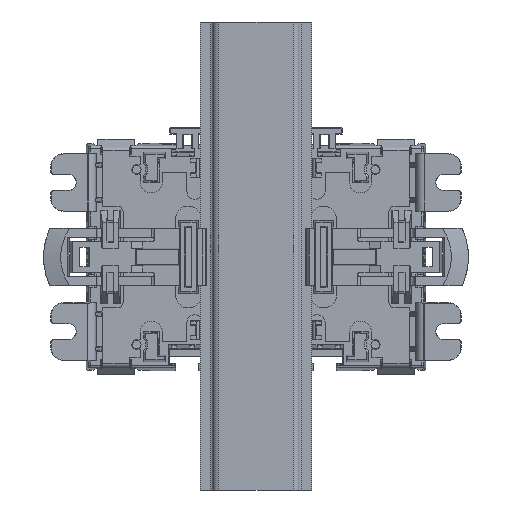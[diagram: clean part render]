
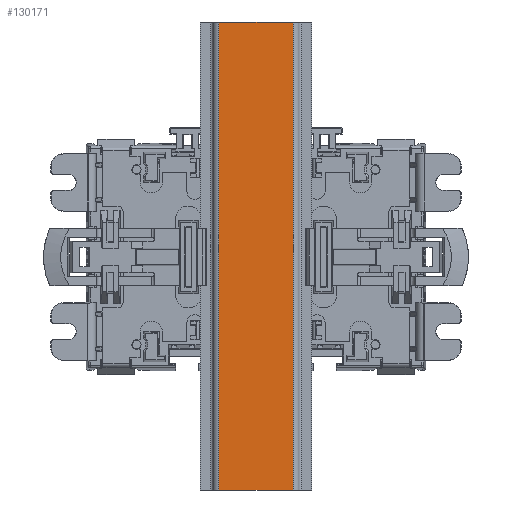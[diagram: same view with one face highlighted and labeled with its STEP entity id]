
A CAD part, left-side view. The second image highlights one B-rep face of the part: STEP entity #130171.
In plain terms, the highlighted face is planar.
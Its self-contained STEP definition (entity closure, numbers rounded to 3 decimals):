
#129442=DIRECTION('',(0.,0.,1.));
#129443=VECTOR('',#129442,23.4);
#129444=CARTESIAN_POINT('',(65.,-7.5,-11.7));
#129445=LINE('',#129444,#129443);
#129628=DIRECTION('',(-1.,0.,0.));
#129629=VECTOR('',#129628,147.);
#129630=CARTESIAN_POINT('',(65.,-7.5,11.7));
#129631=LINE('',#129630,#129629);
#129636=DIRECTION('',(0.,0.,1.));
#129637=VECTOR('',#129636,23.4);
#129638=CARTESIAN_POINT('',(-82.,-7.5,-11.7));
#129639=LINE('',#129638,#129637);
#129644=DIRECTION('',(1.,0.,0.));
#129645=VECTOR('',#129644,147.);
#129646=CARTESIAN_POINT('',(-82.,-7.5,-11.7));
#129647=LINE('',#129646,#129645);
#129684=CARTESIAN_POINT('',(65.,-7.5,-11.7));
#129685=VERTEX_POINT('',#129684);
#129686=CARTESIAN_POINT('',(65.,-7.5,11.7));
#129687=VERTEX_POINT('',#129686);
#129738=CARTESIAN_POINT('',(-82.,-7.5,11.7));
#129739=VERTEX_POINT('',#129738);
#129740=CARTESIAN_POINT('',(-82.,-7.5,-11.7));
#129741=VERTEX_POINT('',#129740);
#130159=CARTESIAN_POINT('',(-145.,-7.5,11.7));
#130160=DIRECTION('',(0.,-1.,0.));
#130161=DIRECTION('',(0.,0.,-1.));
#130162=AXIS2_PLACEMENT_3D('',#130159,#130160,#130161);
#130163=PLANE('',#130162);
#130164=ORIENTED_EDGE('',*,*,#129787,.F.);
#130166=ORIENTED_EDGE('',*,*,#130165,.F.);
#130167=ORIENTED_EDGE('',*,*,#129878,.T.);
#130168=ORIENTED_EDGE('',*,*,#130145,.F.);
#130169=EDGE_LOOP('',(#130164,#130166,#130167,#130168));
#130170=FACE_OUTER_BOUND('',#130169,.F.);
#129787=EDGE_CURVE('',#129685,#129687,#129445,.T.);
#129878=EDGE_CURVE('',#129741,#129739,#129639,.T.);
#130145=EDGE_CURVE('',#129687,#129739,#129631,.T.);
#130165=EDGE_CURVE('',#129741,#129685,#129647,.T.);
#130171=ADVANCED_FACE('',(#130170),#130163,.T.);
